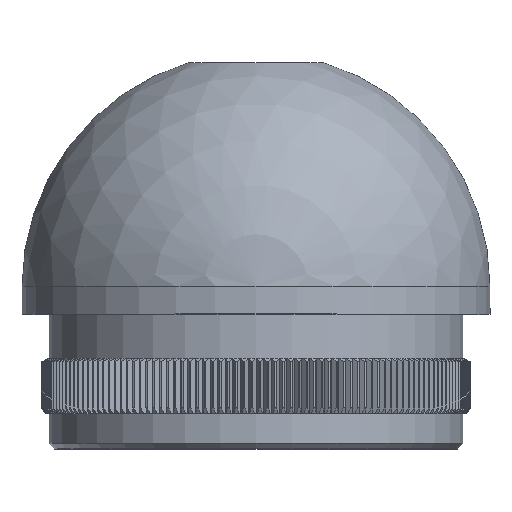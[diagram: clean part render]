
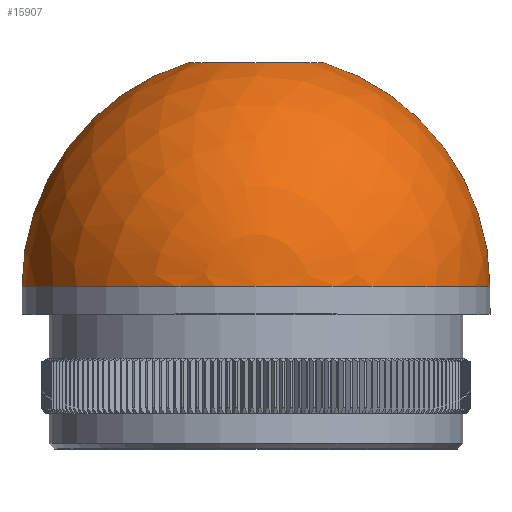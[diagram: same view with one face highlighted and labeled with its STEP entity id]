
A CAD part, top view. The second image highlights one B-rep face of the part: STEP entity #15907.
In plain terms, the highlighted spherical face has radius 21.2 mm.
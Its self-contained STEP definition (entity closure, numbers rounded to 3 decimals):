
#1011 = ORIENTED_EDGE ( 'NONE', *, *, #27189, .T. ) ;
#1124 = DIRECTION ( 'NONE',  ( 0., 0., -1. ) ) ;
#1448 = CIRCLE ( 'NONE', #26142, 21.2 ) ;
#1938 = VERTEX_POINT ( 'NONE', #15495 ) ;
#2477 = EDGE_CURVE ( 'NONE', #14770, #5866, #11721, .T. ) ;
#5338 = FACE_OUTER_BOUND ( 'NONE', #27272, .T. ) ;
#5509 = DIRECTION ( 'NONE',  ( 1., 0., 0. ) ) ;
#5866 = VERTEX_POINT ( 'NONE', #11866 ) ;
#6284 = DIRECTION ( 'NONE',  ( 0., -1., 0. ) ) ;
#8742 = CIRCLE ( 'NONE', #34595, 21.2 ) ;
#8869 = CARTESIAN_POINT ( 'NONE',  ( 0., 14.7, 0. ) ) ;
#9695 = VERTEX_POINT ( 'NONE', #31110 ) ;
#10008 = AXIS2_PLACEMENT_3D ( 'NONE', #8869, #17638, #5509 ) ;
#10380 = EDGE_CURVE ( 'NONE', #9695, #14770, #32889, .T. ) ;
#10726 = CARTESIAN_POINT ( 'NONE',  ( 0., 14.7, 0. ) ) ;
#11078 = DIRECTION ( 'NONE',  ( 0., 1., 0. ) ) ;
#11721 = CIRCLE ( 'NONE', #36627, 21.2 ) ;
#11866 = CARTESIAN_POINT ( 'NONE',  ( 21.2, 14.7, 0. ) ) ;
#13876 = CARTESIAN_POINT ( 'NONE',  ( 6.111, 35., 0. ) ) ;
#14770 = VERTEX_POINT ( 'NONE', #13876 ) ;
#15495 = CARTESIAN_POINT ( 'NONE',  ( -21.2, 14.7, 0. ) ) ;
#15907 = ADVANCED_FACE ( 'NONE', ( #5338 ), #35800, .T. ) ;
#16407 = DIRECTION ( 'NONE',  ( 0., 0., 1. ) ) ;
#16753 = CARTESIAN_POINT ( 'NONE',  ( 0., 35., 0. ) ) ;
#17061 = ORIENTED_EDGE ( 'NONE', *, *, #10380, .F. ) ;
#17638 = DIRECTION ( 'NONE',  ( 0., 0., 1. ) ) ;
#19220 = EDGE_CURVE ( 'NONE', #5866, #1938, #8742, .T. ) ;
#22836 = DIRECTION ( 'NONE',  ( 1., 0., 0. ) ) ;
#26142 = AXIS2_PLACEMENT_3D ( 'NONE', #10726, #16407, #28287 ) ;
#27189 = EDGE_CURVE ( 'NONE', #9695, #1938, #1448, .T. ) ;
#27272 = EDGE_LOOP ( 'NONE', ( #17061, #1011, #34781, #35331 ) ) ;
#27297 = CARTESIAN_POINT ( 'NONE',  ( 0., 14.7, 0. ) ) ;
#27568 = CARTESIAN_POINT ( 'NONE',  ( 0., 14.7, 0. ) ) ;
#28287 = DIRECTION ( 'NONE',  ( 1., 0., 0. ) ) ;
#31110 = CARTESIAN_POINT ( 'NONE',  ( -6.111, 35., 0. ) ) ;
#32889 = CIRCLE ( 'NONE', #35124, 6.111 ) ;
#32957 = DIRECTION ( 'NONE',  ( 1., 0., 0. ) ) ;
#33481 = DIRECTION ( 'NONE',  ( -1., 0., 0. ) ) ;
#34595 = AXIS2_PLACEMENT_3D ( 'NONE', #27297, #6284, #32957 ) ;
#34781 = ORIENTED_EDGE ( 'NONE', *, *, #19220, .F. ) ;
#35124 = AXIS2_PLACEMENT_3D ( 'NONE', #16753, #11078, #22836 ) ;
#35331 = ORIENTED_EDGE ( 'NONE', *, *, #2477, .F. ) ;
#35800 = SPHERICAL_SURFACE ( 'NONE', #10008, 21.2 ) ;
#36627 = AXIS2_PLACEMENT_3D ( 'NONE', #27568, #1124, #33481 ) ;
